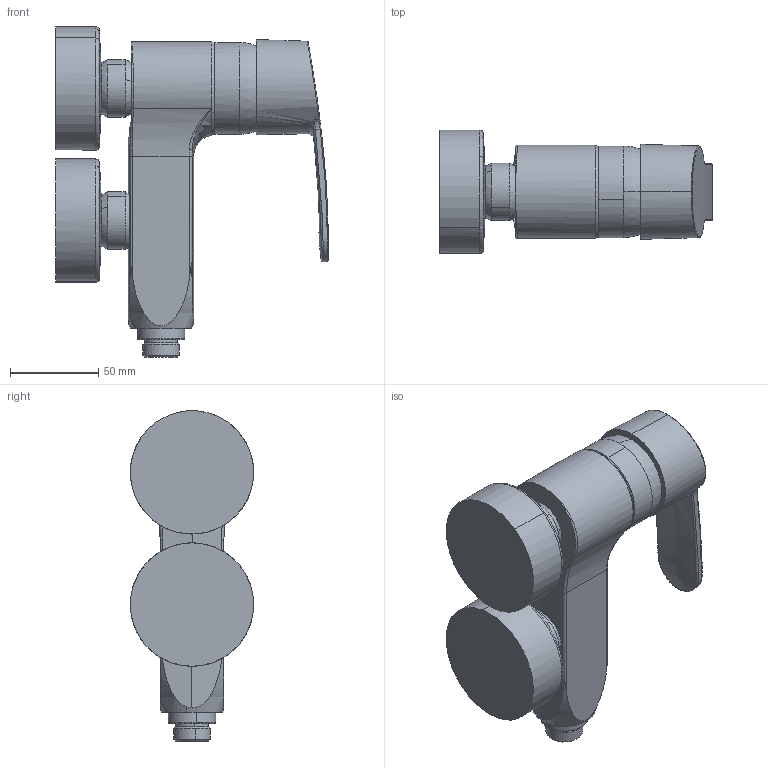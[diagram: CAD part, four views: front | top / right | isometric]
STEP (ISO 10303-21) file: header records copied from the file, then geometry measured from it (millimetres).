
FILE_DESCRIPTION(/* description */ ('AP214 STEP file'),/* implementation_level */ '2;1');
FILE_NAME(/* name */ '23300000_out.stp',/* time_stamp */ '2025-03-03T11:17:09+01:00',/* author */ (''),/* organization */ (''),/* preprocessor_version */ 'ST-DEVELOPER v18.1',/* originating_system */ 'Elysium Co. Ltd. STEP Translator v8.3.0.0',/* authorisation */ '');
FILE_SCHEMA (('AUTOMOTIVE_DESIGN { 1 0 10303 214 3 1 1 }'));
Length unit declared in the file: millimetre
Products named in the file (1): 23300000_extract
Bounding box: 154.71 x 70 x 187.41 mm (x, y, z)
Volume: 606660.8 mm3; surface area: 73676.9 mm2
Topology: 3 solids, 3 shells, 113 faces, 277 edges, 172 vertices
Faces by surface type: bspline 41, cylinder 28, plane 19, torus 10, cone 7, sphere 6, extrusion 2
Entity records: 8820 total; most frequent: CARTESIAN_POINT 5675, ORIENTED_EDGE 546, EDGE_CURVE 273, STYLED_ITEM 226, VERTEX_POINT 172, AXIS2_PLACEMENT_3D 154, B_SPLINE_CURVE_WITH_KNOTS 145, FILL_AREA_STYLE_COLOUR 121
